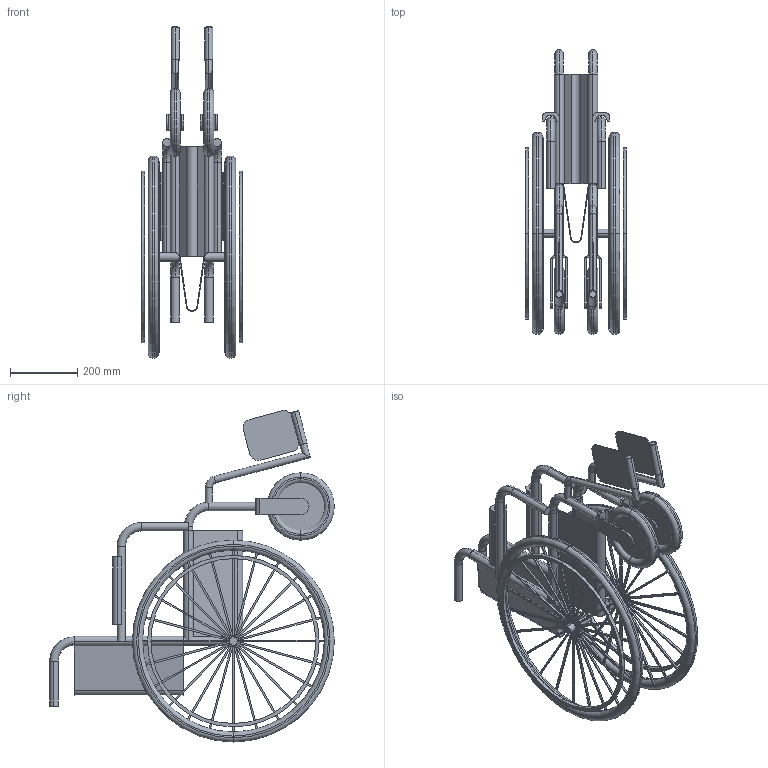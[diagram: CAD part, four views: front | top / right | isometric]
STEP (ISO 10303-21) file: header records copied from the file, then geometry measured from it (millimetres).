
FILE_DESCRIPTION (( 'STEP AP203' ), '1' );
FILE_NAME ('Silla de Ruedas Esquemática (plegada).STEP', '2022-03-11T13:40:05', ( '' ), ( '' ), 'SwSTEP 2.0', 'SolidWorks 2019', '' );
FILE_SCHEMA (( 'CONFIG_CONTROL_DESIGN' ));
Length unit declared in the file: millimetre
Products named in the file (1): Silla de Ruedas Esquemática (plegada)
Bounding box: 300 x 845.83 x 986.78 mm (x, y, z)
Volume: 7962680.5 mm3; surface area: 2201238.3 mm2
Topology: 70 solids, 70 shells, 548 faces, 1150 edges, 744 vertices
Faces by surface type: plane 378, cylinder 122, torus 48
Entity records: 14513 total; most frequent: DIRECTION 2536, CARTESIAN_POINT 2503, ORIENTED_EDGE 2300, EDGE_CURVE 1150, AXIS2_PLACEMENT_3D 857, VECTOR 822, LINE 822, VERTEX_POINT 744
